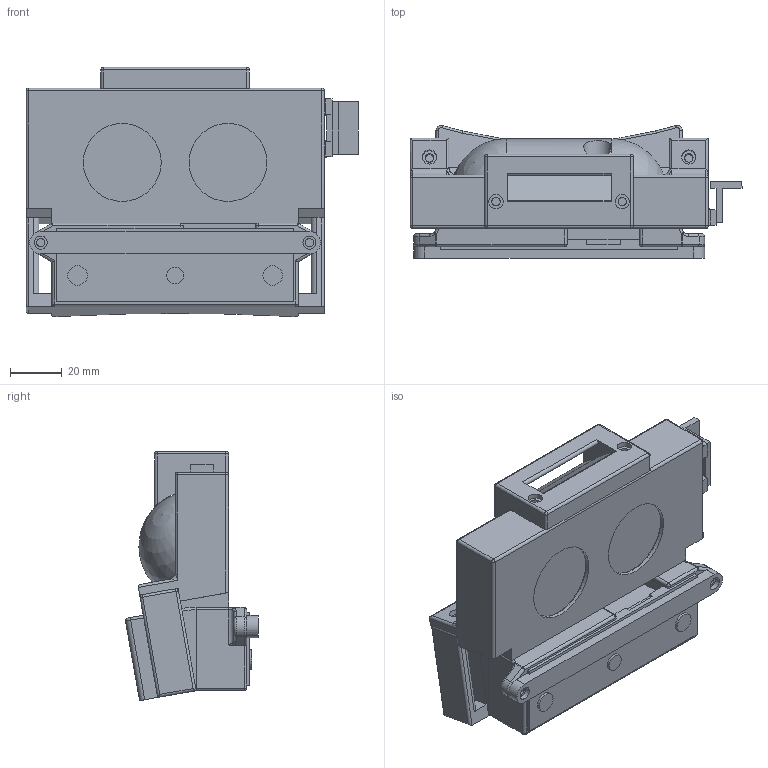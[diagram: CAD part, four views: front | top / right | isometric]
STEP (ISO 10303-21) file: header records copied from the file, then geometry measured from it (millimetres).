
FILE_DESCRIPTION(/* description */ ('','CAx-IF Rec.Pracs.---Representation and Presentation of Product Manufacturing Information (PMI)---4.0---2014-10-13'),/* implementation_level */ '2;1');
FILE_NAME(/* name */ 'HeadsetAssembly.step',/* time_stamp */ '2025-04-05T02:08:09-04:00',/* author */ (''),/* organization */ (''),/* preprocessor_version */ 'ST-DEVELOPER v20',/* originating_system */ 'Autodesk Translation Framework v13.20.0.188',/* authorisation */ '');
FILE_SCHEMA (('AP242_MANAGED_MODEL_BASED_3D_ENGINEERING_MIM_LF { 1 0 10303 442 1 1 4 }'));
Length unit declared in the file: millimetre
Products named in the file (11): HeadsetV5; Frame; Luxonis Oak-D Lite; Speaker; Gyro Sensor; Betweener; Arc; Lip; SpeakerCage2; SpeakerClamp; Offset
Assembly tree (10 placements, depth 3):
  HeadsetV5
    Frame
    Luxonis Oak-D Lite
    Speaker
    Gyro Sensor
    Betweener
    Arc
    Lip
    SpeakerCage2
      SpeakerClamp
    Offset
Bounding box: 127.8 x 51.15 x 95.94 mm (x, y, z)
Volume: 293162.9 mm3; surface area: 96432.3 mm2
Topology: 10 solids, 10 shells, 381 faces, 896 edges, 549 vertices
Faces by surface type: plane 179, cylinder 145, sphere 26, bspline 16, torus 15
Full cylindrical faces by diameter (mm): 3 x2, 3.2 x4, 3.3 x2, 4.6 x8, 5 x2, 5.5 x4, 6.5 x1, 7.5 x2, 10.696 x1, 30 x2
Entity records: 11641 total; most frequent: CARTESIAN_POINT 2400, DIRECTION 1957, ORIENTED_EDGE 1786, EDGE_CURVE 893, AXIS2_PLACEMENT_3D 700, LINE 557, VECTOR 557, VERTEX_POINT 549
